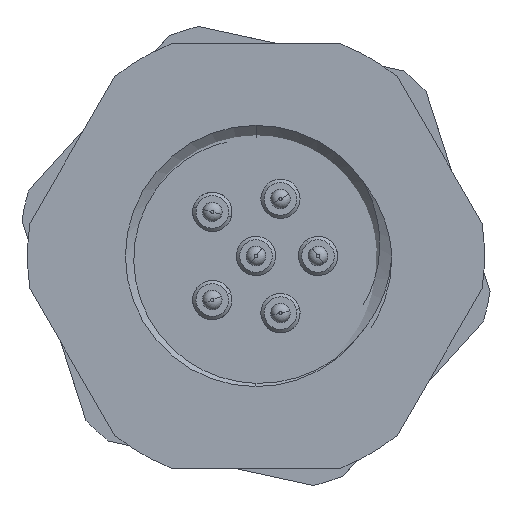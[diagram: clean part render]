
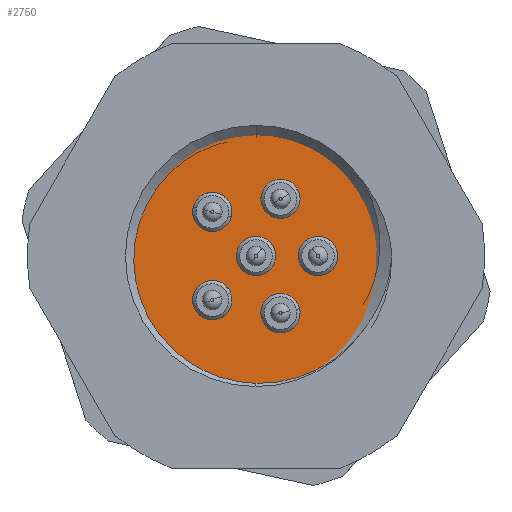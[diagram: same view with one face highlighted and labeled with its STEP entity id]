
A CAD part, left-side view. The second image highlights one B-rep face of the part: STEP entity #2750.
In plain terms, the highlighted face is planar.
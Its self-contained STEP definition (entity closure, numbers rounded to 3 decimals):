
#124 = DIRECTION ( 'NONE',  ( 1., 0., 0. ) ) ;
#505 = AXIS2_PLACEMENT_3D ( 'NONE', #2123, #6672, #11115 ) ;
#552 = ORIENTED_EDGE ( 'NONE', *, *, #636, .F. ) ;
#636 = EDGE_CURVE ( 'NONE', #1888, #3339, #7909, .T. ) ;
#638 = CARTESIAN_POINT ( 'NONE',  ( 8.25, 1.34, 1.95 ) ) ;
#664 = EDGE_LOOP ( 'NONE', ( #10594, #2324 ) ) ;
#762 = EDGE_CURVE ( 'NONE', #3749, #8713, #842, .T. ) ;
#826 = CARTESIAN_POINT ( 'NONE',  ( 8.25, 0., 0. ) ) ;
#842 = CIRCLE ( 'NONE', #4377, 0.6 ) ;
#873 = CARTESIAN_POINT ( 'NONE',  ( 8.25, 0., 0. ) ) ;
#1099 = DIRECTION ( 'NONE',  ( -1., 0., 0. ) ) ;
#1180 = CARTESIAN_POINT ( 'NONE',  ( 8.25, -0.75, -1.15 ) ) ;
#1182 = CARTESIAN_POINT ( 'NONE',  ( 8.25, -0.75, 1.75 ) ) ;
#1271 = EDGE_CURVE ( 'NONE', #10043, #9826, #6631, .T. ) ;
#1690 = ORIENTED_EDGE ( 'NONE', *, *, #762, .F. ) ;
#1833 = VERTEX_POINT ( 'NONE', #10090 ) ;
#1876 = FACE_BOUND ( 'NONE', #3984, .T. ) ;
#1888 = VERTEX_POINT ( 'NONE', #6483 ) ;
#1958 = DIRECTION ( 'NONE',  ( 1., 0., 0. ) ) ;
#1982 = CARTESIAN_POINT ( 'NONE',  ( 8.25, 4., 0. ) ) ;
#2055 = DIRECTION ( 'NONE',  ( -1., 0., 0. ) ) ;
#2123 = CARTESIAN_POINT ( 'NONE',  ( 8.25, -0.75, -1.75 ) ) ;
#2142 = EDGE_CURVE ( 'NONE', #7592, #7275, #3482, .T. ) ;
#2324 = ORIENTED_EDGE ( 'NONE', *, *, #5851, .F. ) ;
#2345 = AXIS2_PLACEMENT_3D ( 'NONE', #873, #10504, #2562 ) ;
#2379 = VERTEX_POINT ( 'NONE', #638 ) ;
#2430 = CARTESIAN_POINT ( 'NONE',  ( 8.25, 0., -4. ) ) ;
#2464 = DIRECTION ( 'NONE',  ( 1., 0., 0. ) ) ;
#2542 = CIRCLE ( 'NONE', #5339, 0.6 ) ;
#2562 = DIRECTION ( 'NONE',  ( 0., 0., 1. ) ) ;
#2575 = EDGE_CURVE ( 'NONE', #7935, #2379, #2920, .T. ) ;
#2707 = EDGE_CURVE ( 'NONE', #9826, #10043, #8129, .T. ) ;
#2750 = ADVANCED_FACE ( 'NONE', ( #8262, #3796, #10680, #7344, #1876, #10858, #5533 ), #8951, .F. ) ;
#2778 = EDGE_CURVE ( 'NONE', #2379, #7935, #2542, .T. ) ;
#2817 = ORIENTED_EDGE ( 'NONE', *, *, #1271, .F. ) ;
#2891 = DIRECTION ( 'NONE',  ( 1., 0., 0. ) ) ;
#2920 = CIRCLE ( 'NONE', #9391, 0.6 ) ;
#3035 = VERTEX_POINT ( 'NONE', #7561 ) ;
#3120 = CARTESIAN_POINT ( 'NONE',  ( 8.25, 1.34, -1.95 ) ) ;
#3339 = VERTEX_POINT ( 'NONE', #4708 ) ;
#3482 = CIRCLE ( 'NONE', #8654, 0.6 ) ;
#3560 = ORIENTED_EDGE ( 'NONE', *, *, #2575, .F. ) ;
#3719 = EDGE_CURVE ( 'NONE', #1833, #6290, #10516, .T. ) ;
#3749 = VERTEX_POINT ( 'NONE', #7486 ) ;
#3763 = EDGE_LOOP ( 'NONE', ( #7612, #2817 ) ) ;
#3796 = FACE_BOUND ( 'NONE', #5984, .T. ) ;
#3809 = CARTESIAN_POINT ( 'NONE',  ( 8.25, 0., 0. ) ) ;
#3817 = ORIENTED_EDGE ( 'NONE', *, *, #5907, .F. ) ;
#3856 = DIRECTION ( 'NONE',  ( 0., 0., 1. ) ) ;
#3984 = EDGE_LOOP ( 'NONE', ( #3560, #4203 ) ) ;
#4100 = AXIS2_PLACEMENT_3D ( 'NONE', #826, #8915, #5316 ) ;
#4203 = ORIENTED_EDGE ( 'NONE', *, *, #2778, .F. ) ;
#4377 = AXIS2_PLACEMENT_3D ( 'NONE', #1182, #7260, #10766 ) ;
#4386 = AXIS2_PLACEMENT_3D ( 'NONE', #3809, #2055, #7358 ) ;
#4523 = CARTESIAN_POINT ( 'NONE',  ( 8.25, -0.75, -1.75 ) ) ;
#4596 = DIRECTION ( 'NONE',  ( 0., 0., -1. ) ) ;
#4647 = CARTESIAN_POINT ( 'NONE',  ( 8.25, 1.34, -1.35 ) ) ;
#4708 = CARTESIAN_POINT ( 'NONE',  ( 8.25, 0., 0.6 ) ) ;
#4854 = EDGE_CURVE ( 'NONE', #8713, #3749, #8864, .T. ) ;
#4898 = ORIENTED_EDGE ( 'NONE', *, *, #4854, .F. ) ;
#5069 = ORIENTED_EDGE ( 'NONE', *, *, #10404, .F. ) ;
#5166 = AXIS2_PLACEMENT_3D ( 'NONE', #4647, #124, #6388 ) ;
#5316 = DIRECTION ( 'NONE',  ( 0., 0., -1. ) ) ;
#5339 = AXIS2_PLACEMENT_3D ( 'NONE', #8211, #9064, #7237 ) ;
#5355 = CIRCLE ( 'NONE', #5166, 0.6 ) ;
#5366 = CARTESIAN_POINT ( 'NONE',  ( 8.25, 1.34, 1.35 ) ) ;
#5403 = EDGE_LOOP ( 'NONE', ( #8085, #3817 ) ) ;
#5533 = FACE_OUTER_BOUND ( 'NONE', #3763, .T. ) ;
#5534 = CARTESIAN_POINT ( 'NONE',  ( 8.25, -1.9, -0.6 ) ) ;
#5622 = AXIS2_PLACEMENT_3D ( 'NONE', #5744, #6751, #10249 ) ;
#5702 = AXIS2_PLACEMENT_3D ( 'NONE', #6344, #8997, #4596 ) ;
#5744 = CARTESIAN_POINT ( 'NONE',  ( 8.25, -1.9, 0. ) ) ;
#5795 = AXIS2_PLACEMENT_3D ( 'NONE', #4523, #1958, #7153 ) ;
#5850 = AXIS2_PLACEMENT_3D ( 'NONE', #7829, #2464, #7088 ) ;
#5851 = EDGE_CURVE ( 'NONE', #7275, #7592, #5355, .T. ) ;
#5907 = EDGE_CURVE ( 'NONE', #3035, #9794, #8869, .T. ) ;
#5984 = EDGE_LOOP ( 'NONE', ( #10254, #5069 ) ) ;
#5996 = DIRECTION ( 'NONE',  ( 1., 0., 0. ) ) ;
#6100 = AXIS2_PLACEMENT_3D ( 'NONE', #9955, #2891, #10776 ) ;
#6139 = DIRECTION ( 'NONE',  ( 0., 0., -1. ) ) ;
#6180 = DIRECTION ( 'NONE',  ( 0., 0., -1. ) ) ;
#6290 = VERTEX_POINT ( 'NONE', #1180 ) ;
#6344 = CARTESIAN_POINT ( 'NONE',  ( 8.25, -0.75, 1.75 ) ) ;
#6364 = CARTESIAN_POINT ( 'NONE',  ( 8.25, -0.75, 2.35 ) ) ;
#6379 = CIRCLE ( 'NONE', #5622, 0.6 ) ;
#6388 = DIRECTION ( 'NONE',  ( 0., 0., -1. ) ) ;
#6483 = CARTESIAN_POINT ( 'NONE',  ( 8.25, 0., -0.6 ) ) ;
#6631 = CIRCLE ( 'NONE', #4386, 4. ) ;
#6654 = CARTESIAN_POINT ( 'NONE',  ( 8.25, 1.34, -0.75 ) ) ;
#6672 = DIRECTION ( 'NONE',  ( 1., 0., 0. ) ) ;
#6751 = DIRECTION ( 'NONE',  ( 1., 0., 0. ) ) ;
#6752 = CARTESIAN_POINT ( 'NONE',  ( 8.25, 1.34, 0.75 ) ) ;
#7088 = DIRECTION ( 'NONE',  ( 0., 0., -1. ) ) ;
#7153 = DIRECTION ( 'NONE',  ( 0., 0., -1. ) ) ;
#7237 = DIRECTION ( 'NONE',  ( 0., 0., -1. ) ) ;
#7260 = DIRECTION ( 'NONE',  ( 1., 0., 0. ) ) ;
#7275 = VERTEX_POINT ( 'NONE', #6654 ) ;
#7344 = FACE_BOUND ( 'NONE', #9355, .T. ) ;
#7358 = DIRECTION ( 'NONE',  ( 0., 0., 1. ) ) ;
#7486 = CARTESIAN_POINT ( 'NONE',  ( 8.25, -0.75, 1.15 ) ) ;
#7561 = CARTESIAN_POINT ( 'NONE',  ( 8.25, -1.9, 0.6 ) ) ;
#7592 = VERTEX_POINT ( 'NONE', #3120 ) ;
#7612 = ORIENTED_EDGE ( 'NONE', *, *, #2707, .F. ) ;
#7829 = CARTESIAN_POINT ( 'NONE',  ( 8.25, 0., 0. ) ) ;
#7909 = CIRCLE ( 'NONE', #5850, 0.6 ) ;
#7935 = VERTEX_POINT ( 'NONE', #6752 ) ;
#8085 = ORIENTED_EDGE ( 'NONE', *, *, #9890, .F. ) ;
#8129 = CIRCLE ( 'NONE', #2345, 4. ) ;
#8211 = CARTESIAN_POINT ( 'NONE',  ( 8.25, 1.34, 1.35 ) ) ;
#8262 = FACE_BOUND ( 'NONE', #664, .T. ) ;
#8475 = CARTESIAN_POINT ( 'NONE',  ( 8.25, 0., 4. ) ) ;
#8604 = EDGE_CURVE ( 'NONE', #3339, #1888, #9095, .T. ) ;
#8614 = CARTESIAN_POINT ( 'NONE',  ( 8.25, 1.34, -1.35 ) ) ;
#8654 = AXIS2_PLACEMENT_3D ( 'NONE', #8614, #10395, #6139 ) ;
#8713 = VERTEX_POINT ( 'NONE', #6364 ) ;
#8779 = ORIENTED_EDGE ( 'NONE', *, *, #8604, .F. ) ;
#8854 = AXIS2_PLACEMENT_3D ( 'NONE', #1982, #1099, #3856 ) ;
#8864 = CIRCLE ( 'NONE', #5702, 0.6 ) ;
#8869 = CIRCLE ( 'NONE', #6100, 0.6 ) ;
#8915 = DIRECTION ( 'NONE',  ( 1., 0., 0. ) ) ;
#8951 = PLANE ( 'NONE',  #8854 ) ;
#8997 = DIRECTION ( 'NONE',  ( 1., 0., 0. ) ) ;
#9064 = DIRECTION ( 'NONE',  ( 1., 0., 0. ) ) ;
#9095 = CIRCLE ( 'NONE', #4100, 0.6 ) ;
#9125 = EDGE_LOOP ( 'NONE', ( #552, #8779 ) ) ;
#9355 = EDGE_LOOP ( 'NONE', ( #1690, #4898 ) ) ;
#9391 = AXIS2_PLACEMENT_3D ( 'NONE', #5366, #5996, #6180 ) ;
#9794 = VERTEX_POINT ( 'NONE', #5534 ) ;
#9826 = VERTEX_POINT ( 'NONE', #8475 ) ;
#9890 = EDGE_CURVE ( 'NONE', #9794, #3035, #6379, .T. ) ;
#9955 = CARTESIAN_POINT ( 'NONE',  ( 8.25, -1.9, 0. ) ) ;
#10043 = VERTEX_POINT ( 'NONE', #2430 ) ;
#10090 = CARTESIAN_POINT ( 'NONE',  ( 8.25, -0.75, -2.35 ) ) ;
#10249 = DIRECTION ( 'NONE',  ( 0., 0., -1. ) ) ;
#10254 = ORIENTED_EDGE ( 'NONE', *, *, #3719, .F. ) ;
#10395 = DIRECTION ( 'NONE',  ( 1., 0., 0. ) ) ;
#10404 = EDGE_CURVE ( 'NONE', #6290, #1833, #10811, .T. ) ;
#10504 = DIRECTION ( 'NONE',  ( -1., 0., 0. ) ) ;
#10516 = CIRCLE ( 'NONE', #505, 0.6 ) ;
#10594 = ORIENTED_EDGE ( 'NONE', *, *, #2142, .F. ) ;
#10680 = FACE_BOUND ( 'NONE', #5403, .T. ) ;
#10766 = DIRECTION ( 'NONE',  ( 0., 0., -1. ) ) ;
#10776 = DIRECTION ( 'NONE',  ( 0., 0., -1. ) ) ;
#10811 = CIRCLE ( 'NONE', #5795, 0.6 ) ;
#10858 = FACE_BOUND ( 'NONE', #9125, .T. ) ;
#11115 = DIRECTION ( 'NONE',  ( 0., 0., -1. ) ) ;
